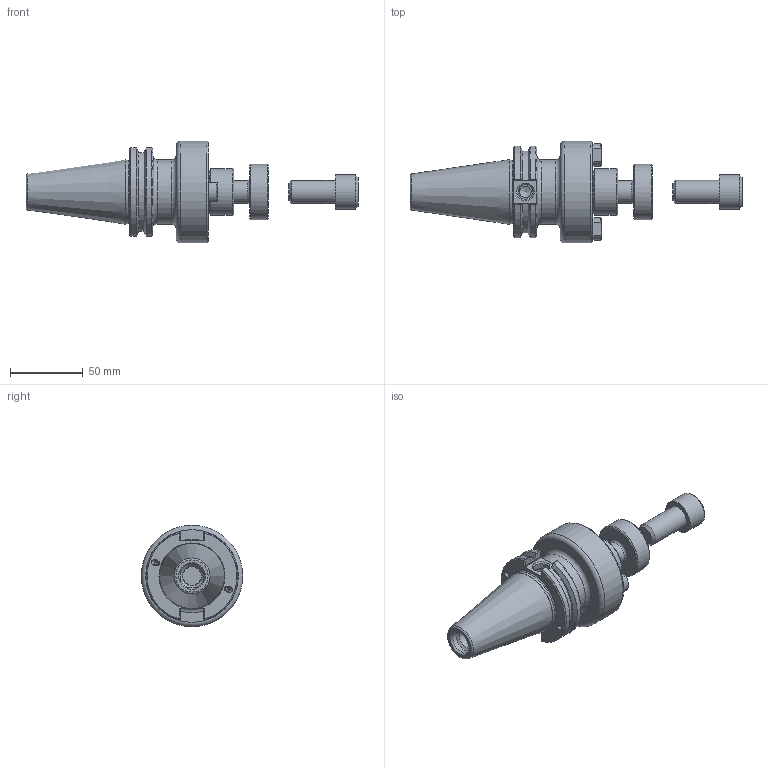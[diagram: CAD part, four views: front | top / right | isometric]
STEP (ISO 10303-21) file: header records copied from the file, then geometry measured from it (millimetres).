
FILE_DESCRIPTION(/* description */ ('BODY, SHELL MILL HOLDER'),/* implementation_level */ '2;1');
FILE_NAME(/* name */ 'C40BC-12SM225C.stp',/* time_stamp */ '2017-03-27T16:09:02-04:00',/* author */ ('davhar'),/* organization */ (''),/* preprocessor_version */ 'ST-DEVELOPER v16.1',/* originating_system */ 'Autodesk Inventor 2016',/* authorisation */ '');
FILE_SCHEMA (('AUTOMOTIVE_DESIGN { 1 0 10303 214 3 1 1 }'));
Length unit declared in the file: inch
Products named in the file (9): C40BC-12SM225C-1; 12KY; 028-193; 12LS; 029-965; FORM BC-C401; C40-SHANK; 12SM-C; C40BC-12SM225C
Assembly tree (10 placements, depth 2):
  C40BC-12SM225C
    C40BC-12SM225C-1
    12KY  x2
    028-193
    12LS
    029-965  x2
    FORM BC-C401
    C40-SHANK
    12SM-C
Bounding box: 228.45 x 69.85 x 69.85 mm (x, y, z)
Volume: 239562.5 mm3; surface area: 53119.1 mm2
Topology: 7 solids, 7 shells, 231 faces, 552 edges, 355 vertices
Faces by surface type: plane 95, cylinder 71, cone 46, torus 9, bspline 8, sphere 2
Full cylindrical faces by diameter (mm): 3.3 x2, 4 x4, 4.1 x2, 4.2 x2, 4.5 x6, 4.826 x2, 7.925 x1, 8 x1, 10.135 x1, 11.938 x2, 12.179 x2, 12.687 x2, 12.827 x2, 13.386 x1, 14.351 x2, 15.748 x1, 15.875 x1, 16.459 x1, 16.764 x1, 23.622 x1, 30.216 x1, 31.74 x1, 38.1 x1, 43.942 x1, 44.45 x1, 69.85 x1
Entity records: 6679 total; most frequent: CARTESIAN_POINT 2163, DIRECTION 889, ORIENTED_EDGE 780, EDGE_CURVE 390, AXIS2_PLACEMENT_3D 370, EDGE_LOOP 303, VERTEX_POINT 289, FACE_OUTER_BOUND 197
